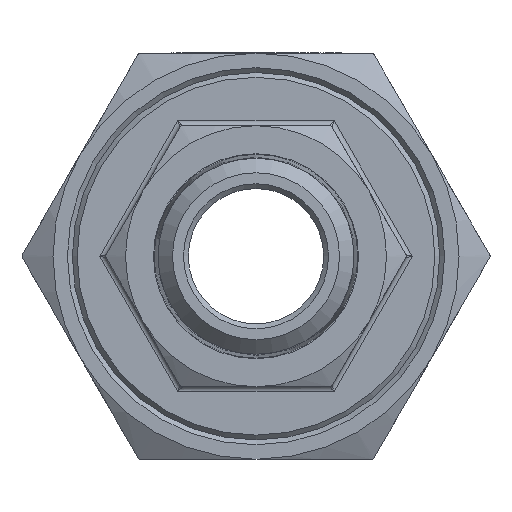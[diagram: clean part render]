
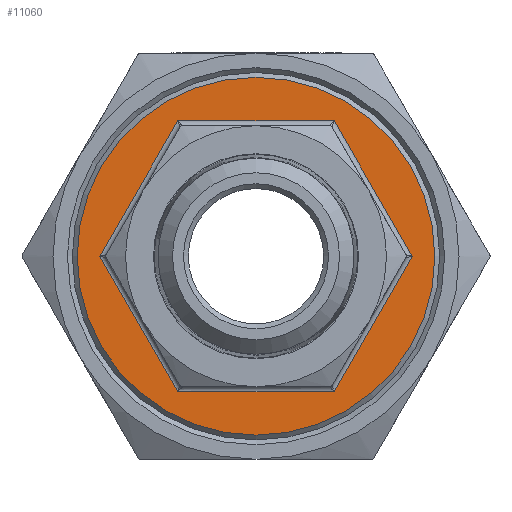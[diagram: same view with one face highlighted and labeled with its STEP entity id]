
A CAD part, left-side view. The second image highlights one B-rep face of the part: STEP entity #11060.
In plain terms, the highlighted planar face has unit normal (-1, 0, 0).
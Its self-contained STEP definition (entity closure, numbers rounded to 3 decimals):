
#1832 = CARTESIAN_POINT ( 'NONE',  ( -8.65, 16.166, 0. ) ) ;
#1851 = CARTESIAN_POINT ( 'NONE',  ( -8.65, -8.083, 14. ) ) ;
#1854 = CARTESIAN_POINT ( 'NONE',  ( -8.65, -8.083, -14. ) ) ;
#1874 = CARTESIAN_POINT ( 'NONE',  ( -8.65, 8.083, 14. ) ) ;
#1909 = CARTESIAN_POINT ( 'NONE',  ( -8.65, 8.083, -14. ) ) ;
#1936 = CARTESIAN_POINT ( 'NONE',  ( -8.65, -16.166, 0. ) ) ;
#3225 = VECTOR ( 'NONE', #3710, 1000. ) ;
#3235 = VECTOR ( 'NONE', #3825, 1000. ) ;
#3288 = VECTOR ( 'NONE', #4505, 1000. ) ;
#3337 = VECTOR ( 'NONE', #4558, 1000. ) ;
#3398 = VECTOR ( 'NONE', #4582, 1000. ) ;
#3426 = VECTOR ( 'NONE', #4610, 1000. ) ;
#3611 = AXIS2_PLACEMENT_3D ( 'NONE', #4709, #4712, #4732 ) ;
#3642 = CIRCLE ( 'NONE', #3611, 18.5 ) ;
#3709 = CARTESIAN_POINT ( 'NONE',  ( -8.65, -10.176, -10.375 ) ) ;
#3710 = DIRECTION ( 'NONE',  ( 0., -0.5, 0.866 ) ) ;
#3711 = LINE ( 'NONE', #3709, #3225 ) ;
#3811 = CARTESIAN_POINT ( 'NONE',  ( -8.65, 14.073, -3.625 ) ) ;
#3825 = DIRECTION ( 'NONE',  ( 0., -0.5, -0.866 ) ) ;
#3842 = LINE ( 'NONE', #3811, #3235 ) ;
#4495 = LINE ( 'NONE', #4501, #3288 ) ;
#4501 = CARTESIAN_POINT ( 'NONE',  ( -8.65, 3.897, -14. ) ) ;
#4505 = DIRECTION ( 'NONE',  ( 0., -1., 0. ) ) ;
#4533 = CARTESIAN_POINT ( 'NONE',  ( -8.65, -14.073, 3.625 ) ) ;
#4547 = LINE ( 'NONE', #4533, #3337 ) ;
#4558 = DIRECTION ( 'NONE',  ( 0., 0.5, 0.866 ) ) ;
#4582 = DIRECTION ( 'NONE',  ( 0., 0.5, -0.866 ) ) ;
#4585 = CARTESIAN_POINT ( 'NONE',  ( -8.65, 10.176, 10.375 ) ) ;
#4591 = LINE ( 'NONE', #4585, #3398 ) ;
#4601 = LINE ( 'NONE', #4602, #3426 ) ;
#4602 = CARTESIAN_POINT ( 'NONE',  ( -8.65, -3.897, 14. ) ) ;
#4610 = DIRECTION ( 'NONE',  ( 0., 1., 0. ) ) ;
#4709 = CARTESIAN_POINT ( 'NONE',  ( -8.65, 0., 0. ) ) ;
#4712 = DIRECTION ( 'NONE',  ( -1., 0., 0. ) ) ;
#4732 = DIRECTION ( 'NONE',  ( 0., 0., 1. ) ) ;
#6688 = VERTEX_POINT ( 'NONE', #6709 ) ;
#6709 = CARTESIAN_POINT ( 'NONE',  ( -8.65, 0., 18.5 ) ) ;
#6767 = ORIENTED_EDGE ( 'NONE', *, *, #10577, .F. ) ;
#6768 = ORIENTED_EDGE ( 'NONE', *, *, #10551, .F. ) ;
#6797 = ORIENTED_EDGE ( 'NONE', *, *, #10612, .T. ) ;
#6805 = ORIENTED_EDGE ( 'NONE', *, *, #10565, .F. ) ;
#6806 = ORIENTED_EDGE ( 'NONE', *, *, #10517, .F. ) ;
#6822 = ORIENTED_EDGE ( 'NONE', *, *, #10492, .F. ) ;
#6866 = ORIENTED_EDGE ( 'NONE', *, *, #10582, .F. ) ;
#6982 = VERTEX_POINT ( 'NONE', #1832 ) ;
#6987 = VERTEX_POINT ( 'NONE', #1854 ) ;
#6996 = VERTEX_POINT ( 'NONE', #1851 ) ;
#7009 = VERTEX_POINT ( 'NONE', #1874 ) ;
#7040 = VERTEX_POINT ( 'NONE', #1909 ) ;
#7088 = VERTEX_POINT ( 'NONE', #1936 ) ;
#7335 = EDGE_LOOP ( 'NONE', ( #6806, #6767, #6866, #6805, #6822, #6768 ) ) ;
#7352 = EDGE_LOOP ( 'NONE', ( #6797 ) ) ;
#10037 = AXIS2_PLACEMENT_3D ( 'NONE', #13535, #13545, #13539 ) ;
#10492 = EDGE_CURVE ( 'NONE', #6987, #7088, #3711, .T. ) ;
#10517 = EDGE_CURVE ( 'NONE', #6982, #7040, #3842, .T. ) ;
#10551 = EDGE_CURVE ( 'NONE', #7040, #6987, #4495, .T. ) ;
#10565 = EDGE_CURVE ( 'NONE', #7088, #6996, #4547, .T. ) ;
#10577 = EDGE_CURVE ( 'NONE', #7009, #6982, #4591, .T. ) ;
#10582 = EDGE_CURVE ( 'NONE', #6996, #7009, #4601, .T. ) ;
#10612 = EDGE_CURVE ( 'NONE', #6688, #6688, #3642, .T. ) ;
#11060 = ADVANCED_FACE ( 'NONE', ( #13511, #13546 ), #13561, .T. ) ;
#13511 = FACE_OUTER_BOUND ( 'NONE', #7352, .T. ) ;
#13535 = CARTESIAN_POINT ( 'NONE',  ( -8.65, 0., 0. ) ) ;
#13539 = DIRECTION ( 'NONE',  ( 0., -1., 0. ) ) ;
#13545 = DIRECTION ( 'NONE',  ( -1., 0., 0. ) ) ;
#13546 = FACE_BOUND ( 'NONE', #7335, .T. ) ;
#13561 = PLANE ( 'NONE',  #10037 ) ;
